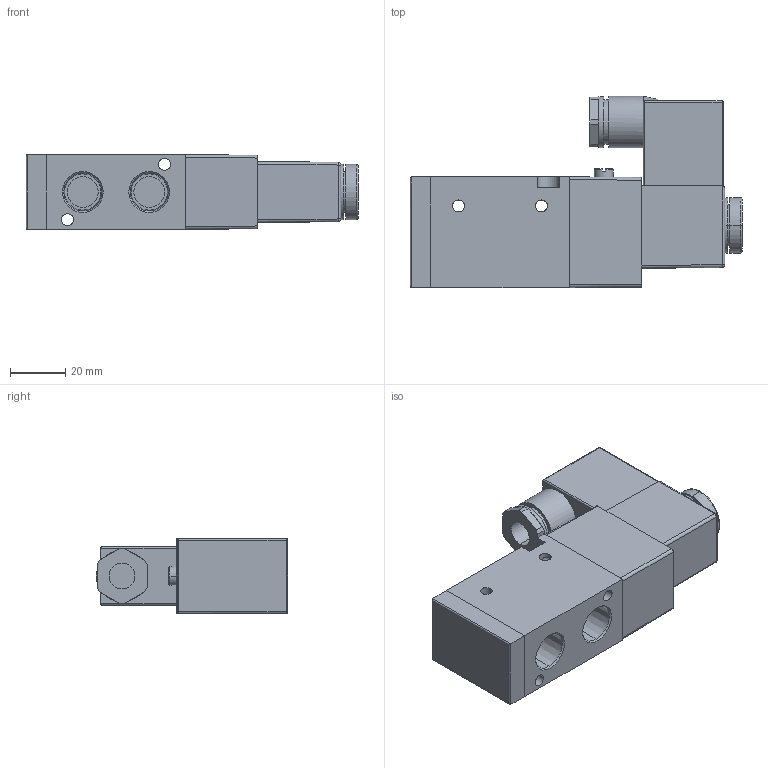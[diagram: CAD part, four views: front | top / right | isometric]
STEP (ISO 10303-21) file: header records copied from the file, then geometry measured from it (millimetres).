
FILE_DESCRIPTION (( 'STEP AP203' ), '1' );
FILE_NAME ('AVS-3312-24D.step', '2015-11-09T22:45:19', ( '' ), ( '' ), 'SwSTEP 2.0', 'SolidWorks 2015', '' );
FILE_SCHEMA (( 'CONFIG_CONTROL_DESIGN' ));
Length unit declared in the file: millimetre
Products named in the file (1): AVS-3312-24D
Bounding box: 119.9 x 69.1 x 27 mm (x, y, z)
Volume: 127198.4 mm3; surface area: 29011.3 mm2
Topology: 4 solids, 4 shells, 156 faces, 377 edges, 235 vertices
Faces by surface type: plane 81, cylinder 53, cone 12, torus 5, sphere 4, bspline 1
Entity records: 4777 total; most frequent: CARTESIAN_POINT 1058, DIRECTION 768, ORIENTED_EDGE 750, EDGE_CURVE 375, AXIS2_PLACEMENT_3D 279, VERTEX_POINT 235, VECTOR 210, LINE 210
